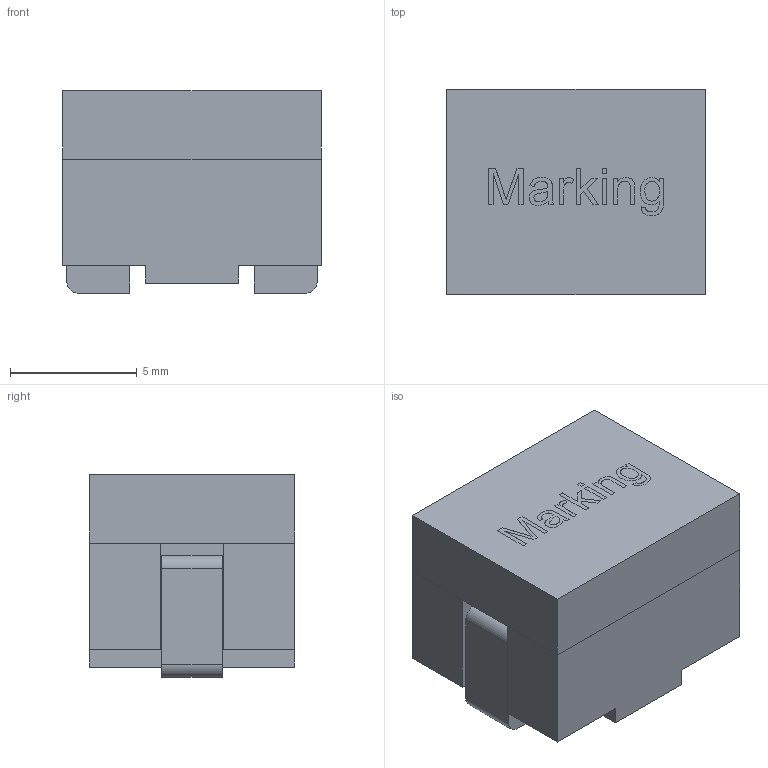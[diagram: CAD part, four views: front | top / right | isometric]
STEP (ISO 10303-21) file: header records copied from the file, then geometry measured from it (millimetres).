
FILE_DESCRIPTION( ( 'Unknown' ), '1' );
FILE_NAME( '74430820xx.stp', 'Unknown', ( 'Unknown' ), ( 'Unknown' ), 'PSStep 19.0.9', 'Unknown', ' ' );
FILE_SCHEMA( ( 'AUTOMOTIVE_DESIGN { 1 0 10303 214 1 1 1 1 }' ) );
Length unit declared in the file: millimetre
Products named in the file (2): 1; 2
Bounding box: 10.2 x 8.1 x 8 mm (x, y, z)
Volume: 594.7 mm3; surface area: 682.5 mm2
Topology: 2 solids, 2 shells, 120 faces, 324 edges, 216 vertices
Faces by surface type: plane 96, extrusion 16, cylinder 8
Entity records: 5346 total; most frequent: CARTESIAN_POINT 1562, ORIENTED_EDGE 646, DIRECTION 443, EDGE_CURVE 323, VERTEX_POINT 216, VECTOR 199, LINE 183, B_SPLINE_CURVE_WITH_KNOTS 140
